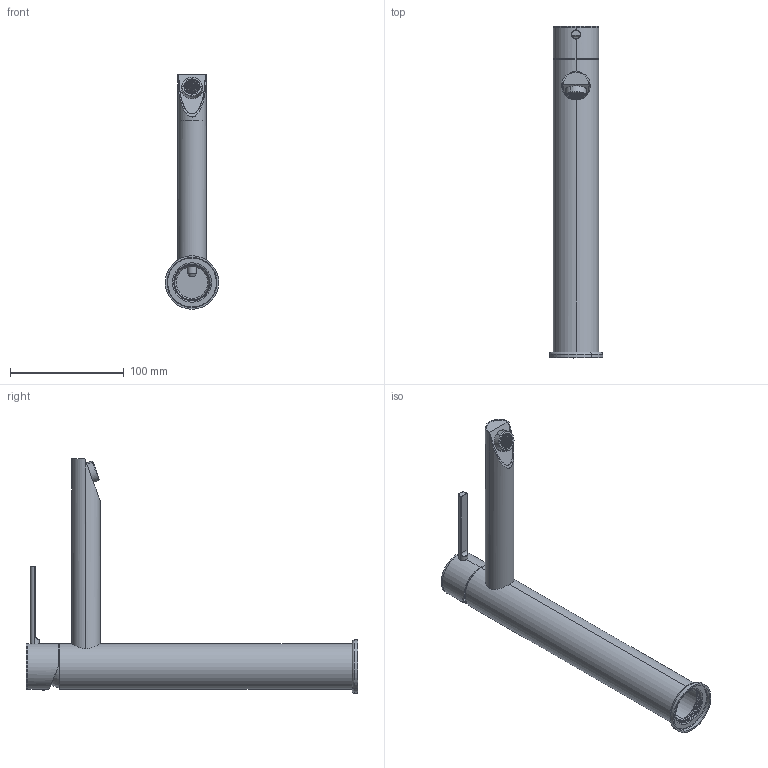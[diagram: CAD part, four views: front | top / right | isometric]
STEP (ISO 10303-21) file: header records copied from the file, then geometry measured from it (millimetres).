
FILE_DESCRIPTION (( 'STEP AP203' ), '1' );
FILE_NAME ('84AP11411.STEP', '2025-03-05T06:17:24', ( '' ), ( '' ), 'SwSTEP 2.0', 'SolidWorks 2021', '' );
FILE_SCHEMA (( 'CONFIG_CONTROL_DESIGN' ));
Length unit declared in the file: millimetre
Products named in the file (1): 84AP11411
Bounding box: 46.83 x 291.7 x 205.91 mm (x, y, z)
Volume: 122302.6 mm3; surface area: 109299.2 mm2
Topology: 10 solids, 10 shells, 547 faces, 1307 edges, 853 vertices
Faces by surface type: plane 312, cylinder 172, cone 25, torus 20, bspline 14, sphere 4
Entity records: 20181 total; most frequent: CARTESIAN_POINT 7402, ORIENTED_EDGE 2602, DIRECTION 2594, EDGE_CURVE 1301, AXIS2_PLACEMENT_3D 884, VERTEX_POINT 853, LINE 826, VECTOR 826
